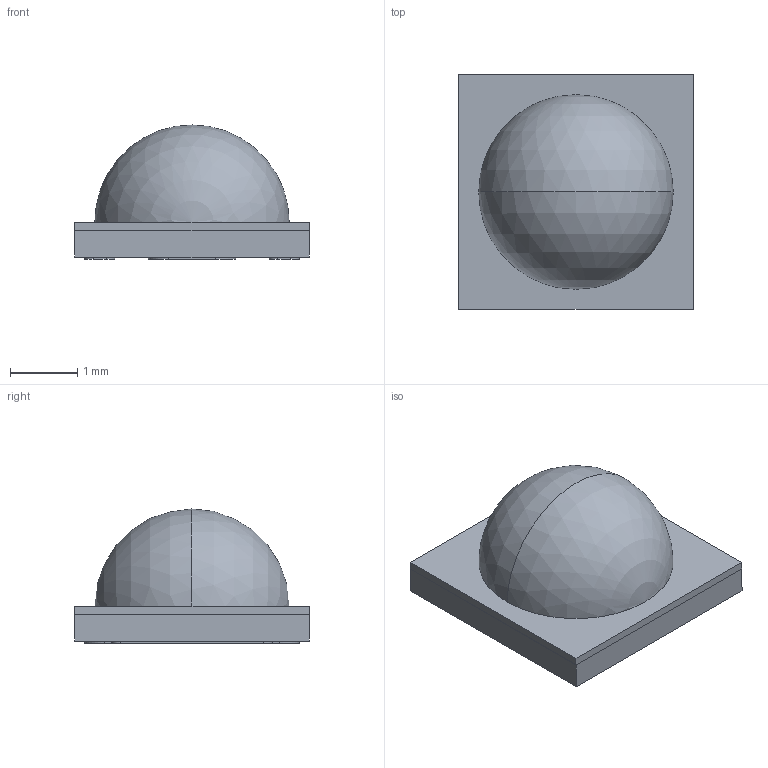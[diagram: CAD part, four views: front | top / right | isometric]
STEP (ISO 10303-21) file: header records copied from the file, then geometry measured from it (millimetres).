
FILE_DESCRIPTION (( 'STEP AP214' ), '1' );
FILE_NAME ('NVSW219B-V1 3D Data.STEP', '2014-05-25T23:30:50', ( 'NICHIA' ), ( '' ), 'SwSTEP 2.0', 'SolidWorks 2012', '' );
FILE_SCHEMA (( 'AUTOMOTIVE_DESIGN' ));
Length unit declared in the file: millimetre
Products named in the file (3): PartA; Part2; NVSW219B-V1 3D Data
Assembly tree (2 placements, depth 2):
  NVSW219B-V1 3D Data
    PartA
    Part2
Bounding box: 3.5 x 3.5 x 2 mm (x, y, z)
Volume: 12.9 mm3; surface area: 63.5 mm2
Topology: 2 solids, 2 shells, 41 faces, 104 edges, 69 vertices
Faces by surface type: plane 27, cylinder 12, sphere 2
Entity records: 1320 total; most frequent: DIRECTION 220, CARTESIAN_POINT 213, ORIENTED_EDGE 200, EDGE_CURVE 100, AXIS2_PLACEMENT_3D 74, VECTOR 72, LINE 72, VERTEX_POINT 67
